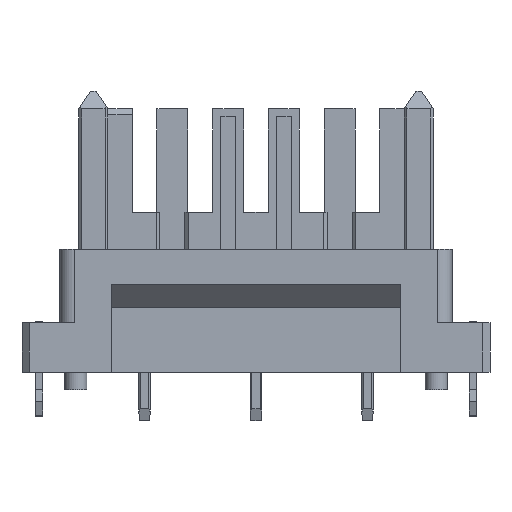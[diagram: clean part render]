
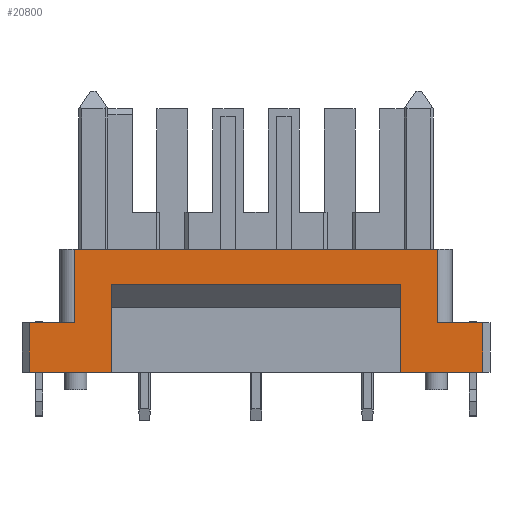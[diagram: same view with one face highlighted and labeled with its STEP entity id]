
A CAD part, front view. The second image highlights one B-rep face of the part: STEP entity #20800.
In plain terms, the highlighted planar face has unit normal (0, -1, 0).
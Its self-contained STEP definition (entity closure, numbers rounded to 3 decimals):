
#3800=CARTESIAN_POINT('',(-9.9,-5.5,6.));
#3810=VERTEX_POINT('',#3800);
#3840=CARTESIAN_POINT('',(26.38,-5.5,6.));
#3850=DIRECTION('',(-1.,0.,0.));
#3860=VECTOR('',#3850,1.);
#3870=LINE('',#3840,#3860);
#3880=CARTESIAN_POINT('',(9.9,-5.5,6.));
#3890=VERTEX_POINT('',#3880);
#3900=EDGE_CURVE('',#3890,#3810,#3870,.T.);
#4670=CARTESIAN_POINT('',(12.42,-5.5,3.4));
#4680=VERTEX_POINT('',#4670);
#4710=CARTESIAN_POINT('',(12.42,-5.5,8.4));
#4720=DIRECTION('',(0.,0.,-1.));
#4730=VECTOR('',#4720,1.);
#4740=LINE('',#4710,#4730);
#4750=CARTESIAN_POINT('',(12.42,-5.5,8.4));
#4760=VERTEX_POINT('',#4750);
#4770=EDGE_CURVE('',#4760,#4680,#4740,.T.);
#7280=CARTESIAN_POINT('',(-9.9,-5.5,0.));
#7290=VERTEX_POINT('',#7280);
#7320=CARTESIAN_POINT('',(-9.9,-5.5,17.5));
#7330=DIRECTION('',(0.,0.,1.));
#7340=VECTOR('',#7330,1.);
#7350=LINE('',#7320,#7340);
#7360=EDGE_CURVE('',#7290,#3810,#7350,.T.);
#7540=CARTESIAN_POINT('',(-12.42,-5.5,8.4));
#7550=VERTEX_POINT('',#7540);
#8160=CARTESIAN_POINT('',(26.38,-5.5,8.4));
#8170=DIRECTION('',(-1.,-0.,-0.));
#8180=VECTOR('',#8170,1.);
#8190=LINE('',#8160,#8180);
#8200=EDGE_CURVE('',#4760,#7550,#8190,.T.);
#15730=CARTESIAN_POINT('',(9.9,-5.5,0.));
#15740=VERTEX_POINT('',#15730);
#15840=CARTESIAN_POINT('',(9.9,-5.5,17.5));
#15850=DIRECTION('',(-0.,-0.,-1.));
#15860=VECTOR('',#15850,1.);
#15870=LINE('',#15840,#15860);
#15880=EDGE_CURVE('',#3890,#15740,#15870,.T.);
#20030=CARTESIAN_POINT('',(-15.495,-5.5,3.4));
#20040=VERTEX_POINT('',#20030);
#20070=CARTESIAN_POINT('',(-15.495,-5.5,17.5));
#20080=DIRECTION('',(-0.,-0.,-1.));
#20090=VECTOR('',#20080,1.);
#20100=LINE('',#20070,#20090);
#20110=CARTESIAN_POINT('',(-15.495,-5.5,
0.));
#20120=VERTEX_POINT('',#20110);
#20130=EDGE_CURVE('',#20040,#20120,#20100,.T.);
#20250=CARTESIAN_POINT('',(16.27,-5.5,-0.21));
#20260=DIRECTION('',(0.,-1.,0.));
#20270=DIRECTION('',(0.,0.,-1.));
#20280=AXIS2_PLACEMENT_3D('',#20250,#20260,#20270);
#20290=PLANE('',#20280);
#20300=CARTESIAN_POINT('',(26.38,-5.5,3.4));
#20310=DIRECTION('',(1.,0.,0.));
#20320=VECTOR('',#20310,1.);
#20330=LINE('',#20300,#20320);
#20340=CARTESIAN_POINT('',(15.495,-5.5,3.4));
#20350=VERTEX_POINT('',#20340);
#20360=EDGE_CURVE('',#4680,#20350,#20330,.T.);
#20370=ORIENTED_EDGE('',*,*,#20360,.F.);
#20380=CARTESIAN_POINT('',(15.495,-5.5,17.5));
#20390=DIRECTION('',(0.,0.,1.));
#20400=VECTOR('',#20390,1.);
#20410=LINE('',#20380,#20400);
#20420=CARTESIAN_POINT('',(15.495,-5.5,0.));
#20430=VERTEX_POINT('',#20420);
#20440=EDGE_CURVE('',#20430,#20350,#20410,.T.);
#20450=ORIENTED_EDGE('',*,*,#20440,.T.);
#20460=CARTESIAN_POINT('',(26.38,-5.5,0.));
#20470=DIRECTION('',(1.,0.,0.));
#20480=VECTOR('',#20470,1.);
#20490=LINE('',#20460,#20480);
#20500=EDGE_CURVE('',#15740,#20430,#20490,.T.);
#20510=ORIENTED_EDGE('',*,*,#20500,.T.);
#20520=ORIENTED_EDGE('',*,*,#15880,.T.);
#20530=ORIENTED_EDGE('',*,*,#3900,.F.);
#20540=ORIENTED_EDGE('',*,*,#7360,.T.);
#20550=CARTESIAN_POINT('',(26.38,-5.5,0.));
#20560=DIRECTION('',(-1.,-0.,-0.));
#20570=VECTOR('',#20560,1.);
#20580=LINE('',#20550,#20570);
#20590=EDGE_CURVE('',#7290,#20120,#20580,.T.);
#20600=ORIENTED_EDGE('',*,*,#20590,.F.);
#20610=ORIENTED_EDGE('',*,*,#20130,.T.);
#20620=CARTESIAN_POINT('',(26.38,-5.5,3.4));
#20630=DIRECTION('',(1.,0.,0.));
#20640=VECTOR('',#20630,1.);
#20650=LINE('',#20620,#20640);
#20660=CARTESIAN_POINT('',(-12.42,-5.5,3.4));
#20670=VERTEX_POINT('',#20660);
#20680=EDGE_CURVE('',#20040,#20670,#20650,.T.);
#20690=ORIENTED_EDGE('',*,*,#20680,.F.);
#20700=CARTESIAN_POINT('',(-12.42,-5.5,3.4));
#20710=DIRECTION('',(0.,0.,1.));
#20720=VECTOR('',#20710,1.);
#20730=LINE('',#20700,#20720);
#20740=EDGE_CURVE('',#20670,#7550,#20730,.T.);
#20750=ORIENTED_EDGE('',*,*,#20740,.F.);
#20760=ORIENTED_EDGE('',*,*,#8200,.T.);
#20770=ORIENTED_EDGE('',*,*,#4770,.F.);
#20780=EDGE_LOOP('',(#20770,#20760,#20750,#20690,#20610,#20600,#20540,
#20530,#20520,#20510,#20450,#20370));
#20790=FACE_OUTER_BOUND('',#20780,.T.);
#20800=ADVANCED_FACE('',(#20790),#20290,.T.);
